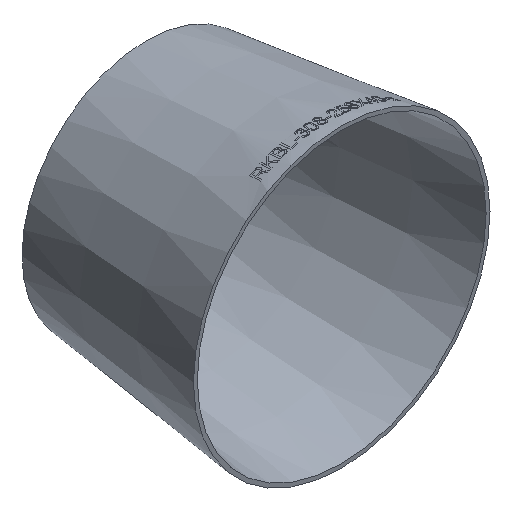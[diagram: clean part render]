
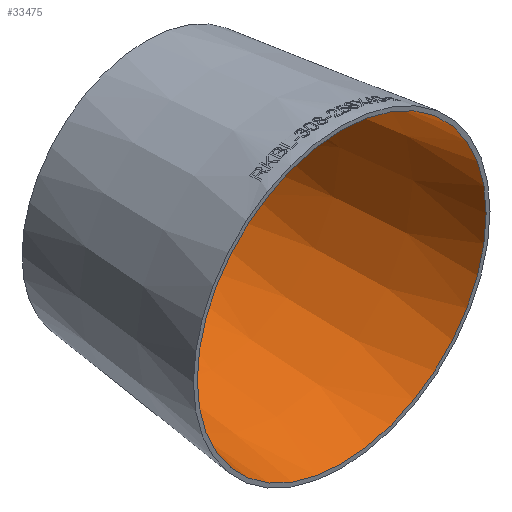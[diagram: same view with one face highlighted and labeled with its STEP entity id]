
A CAD part, isometric view. The second image highlights one B-rep face of the part: STEP entity #33475.
In plain terms, the highlighted conical face has half-angle 7.021 degrees and reference radius 149.97 mm.
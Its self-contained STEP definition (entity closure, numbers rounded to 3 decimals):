
#682 = CIRCLE ( 'NONE', #41987, 149.97 ) ;
#6416 = EDGE_CURVE ( 'NONE', #33616, #33616, #29723, .T. ) ;
#10310 = DIRECTION ( 'NONE',  ( 0., -1., 0. ) ) ;
#11515 = VERTEX_POINT ( 'NONE', #17885 ) ;
#13011 = FACE_OUTER_BOUND ( 'NONE', #38686, .T. ) ;
#17390 = DIRECTION ( 'NONE',  ( 0., 0., -1. ) ) ;
#17564 = EDGE_CURVE ( 'NONE', #11515, #11515, #682, .T. ) ;
#17885 = CARTESIAN_POINT ( 'NONE',  ( 0., 0., -149.97 ) ) ;
#19076 = ORIENTED_EDGE ( 'NONE', *, *, #17564, .T. ) ;
#19169 = CARTESIAN_POINT ( 'NONE',  ( 0., 0., 0. ) ) ;
#19373 = FACE_BOUND ( 'NONE', #27730, .T. ) ;
#22356 = DIRECTION ( 'NONE',  ( 0., -1., 0. ) ) ;
#22918 = AXIS2_PLACEMENT_3D ( 'NONE', #39400, #10310, #23260 ) ;
#22933 = AXIS2_PLACEMENT_3D ( 'NONE', #19169, #30361, #17390 ) ;
#23260 = DIRECTION ( 'NONE',  ( 0., 0., -1. ) ) ;
#25765 = DIRECTION ( 'NONE',  ( 0., 0., -1. ) ) ;
#27730 = EDGE_LOOP ( 'NONE', ( #28448 ) ) ;
#28448 = ORIENTED_EDGE ( 'NONE', *, *, #6416, .F. ) ;
#28938 = CARTESIAN_POINT ( 'NONE',  ( 0., 0., 0. ) ) ;
#29723 = CIRCLE ( 'NONE', #22918, 124.97 ) ;
#30019 = CARTESIAN_POINT ( 'NONE',  ( 0., 203., -124.97 ) ) ;
#30361 = DIRECTION ( 'NONE',  ( 0., -1., 0. ) ) ;
#33475 = ADVANCED_FACE ( 'NONE', ( #19373, #13011 ), #34462, .F. ) ;
#33616 = VERTEX_POINT ( 'NONE', #30019 ) ;
#34462 = CONICAL_SURFACE ( 'NONE', #22933, 149.97, 0.123 ) ;
#38686 = EDGE_LOOP ( 'NONE', ( #19076 ) ) ;
#39400 = CARTESIAN_POINT ( 'NONE',  ( 0., 203., 0. ) ) ;
#41987 = AXIS2_PLACEMENT_3D ( 'NONE', #28938, #22356, #25765 ) ;
